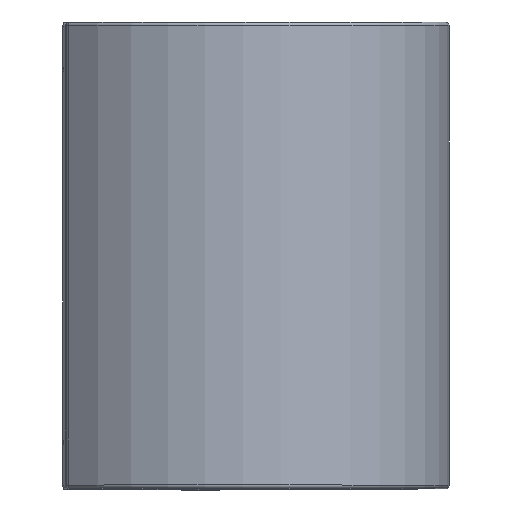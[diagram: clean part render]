
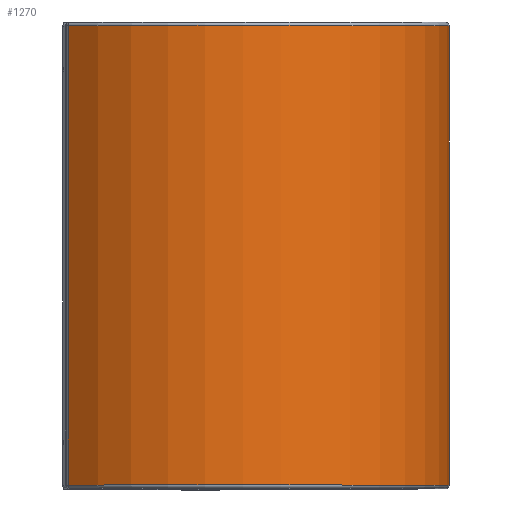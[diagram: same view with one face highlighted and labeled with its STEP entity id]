
A CAD part, top view. The second image highlights one B-rep face of the part: STEP entity #1270.
In plain terms, the highlighted cylindrical face has radius 16.51 mm (diameter 33.02 mm), a partial arc.
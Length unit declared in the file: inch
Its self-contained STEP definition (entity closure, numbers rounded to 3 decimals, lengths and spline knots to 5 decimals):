
#90=DIRECTION('',(0.,1.,0.));
#91=VECTOR('',#90,1.32);
#92=CARTESIAN_POINT('',(0.00985,0.01,1.30007));
#93=LINE('',#92,#91);
#109=CARTESIAN_POINT('',(0.,0.01,1.95));
#110=DIRECTION('',(0.,-1.,0.));
#111=DIRECTION('',(0.015,0.,-1.));
#112=AXIS2_PLACEMENT_3D('',#109,#110,#111);
#425=CARTESIAN_POINT('',(0.,1.33,1.95));
#426=DIRECTION('',(0.,1.,0.));
#427=DIRECTION('',(-0.684,0.,0.729));
#428=AXIS2_PLACEMENT_3D('',#425,#426,#427);
#435=DIRECTION('',(0.,-1.,0.));
#436=VECTOR('',#435,1.32);
#437=CARTESIAN_POINT('',(-0.4448,1.33,2.42398));
#438=LINE('',#437,#436);
#682=CARTESIAN_POINT('',(-0.4448,1.33,2.42398));
#683=VERTEX_POINT('',#682);
#686=CARTESIAN_POINT('',(0.00985,1.33,1.30007));
#687=VERTEX_POINT('',#686);
#714=CARTESIAN_POINT('',(-0.4448,0.01,2.42398));
#715=VERTEX_POINT('',#714);
#718=CARTESIAN_POINT('',(0.00985,0.01,1.30007));
#719=VERTEX_POINT('',#718);
#1258=CARTESIAN_POINT('',(0.,0.,1.95));
#1259=DIRECTION('',(0.,1.,0.));
#1260=DIRECTION('',(0.,0.,-1.));
#1261=AXIS2_PLACEMENT_3D('',#1258,#1259,#1260);
#1262=CYLINDRICAL_SURFACE('',#1261,0.65);
#1263=ORIENTED_EDGE('',*,*,#1251,.T.);
#1264=ORIENTED_EDGE('',*,*,#860,.F.);
#1265=ORIENTED_EDGE('',*,*,#888,.T.);
#1267=ORIENTED_EDGE('',*,*,#1266,.F.);
#1268=EDGE_LOOP('',(#1263,#1264,#1265,#1267));
#1269=FACE_OUTER_BOUND('',#1268,.F.);
#1270=ADVANCED_FACE('',(#1269),#1262,.T.);
#113=CIRCLE('',#112,0.65);
#429=CIRCLE('',#428,0.65);
#860=EDGE_CURVE('',#719,#687,#93,.T.);
#888=EDGE_CURVE('',#719,#715,#113,.T.);
#1251=EDGE_CURVE('',#683,#687,#429,.T.);
#1266=EDGE_CURVE('',#683,#715,#438,.T.);
